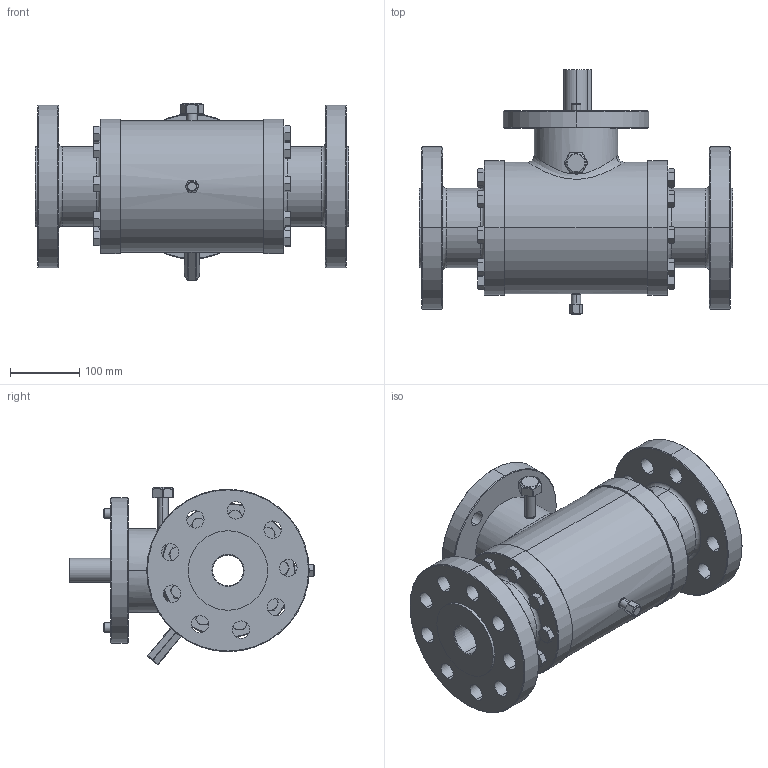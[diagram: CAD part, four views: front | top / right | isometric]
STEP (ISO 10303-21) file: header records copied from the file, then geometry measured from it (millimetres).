
FILE_DESCRIPTION (( 'STEP AP203' ), '1' );
FILE_NAME ('GB2_ANSI_2500_2IN_TW.STEP', '2025-09-20T14:17:24', ( '' ), ( '' ), 'SwSTEP 2.0', 'SolidWorks 2023', '' );
FILE_SCHEMA (( 'CONFIG_CONTROL_DESIGN' ));
Length unit declared in the file: millimetre
Products named in the file (3): hex bolt_am_B18.2.3.5M - Hex bolt M14 x 2.0 x 60 --34N; GB2_ANSI_2500; GB2_ANSI_2500_2IN_TW
Assembly tree (19 placements, depth 2):
  GB2_ANSI_2500_2IN_TW
    GB2_ANSI_2500
    hex bolt_am_B18.2.3.5M - Hex bolt M14 x 2.0 x 60 --34N  x18
Bounding box: 454 x 354 x 256.02 mm (x, y, z)
Volume: 12340877.8 mm3; surface area: 713409.7 mm2
Topology: 19 solids, 19 shells, 645 faces, 1399 edges, 845 vertices
Faces by surface type: plane 222, cylinder 181, cone 176, bspline 28, sphere 24, torus 14
Entity records: 12426 total; most frequent: CARTESIAN_POINT 4313, DIRECTION 1670, ORIENTED_EDGE 1430, AXIS2_PLACEMENT_3D 715, EDGE_CURVE 715, VERTEX_POINT 435, EDGE_LOOP 406, CIRCLE 399
